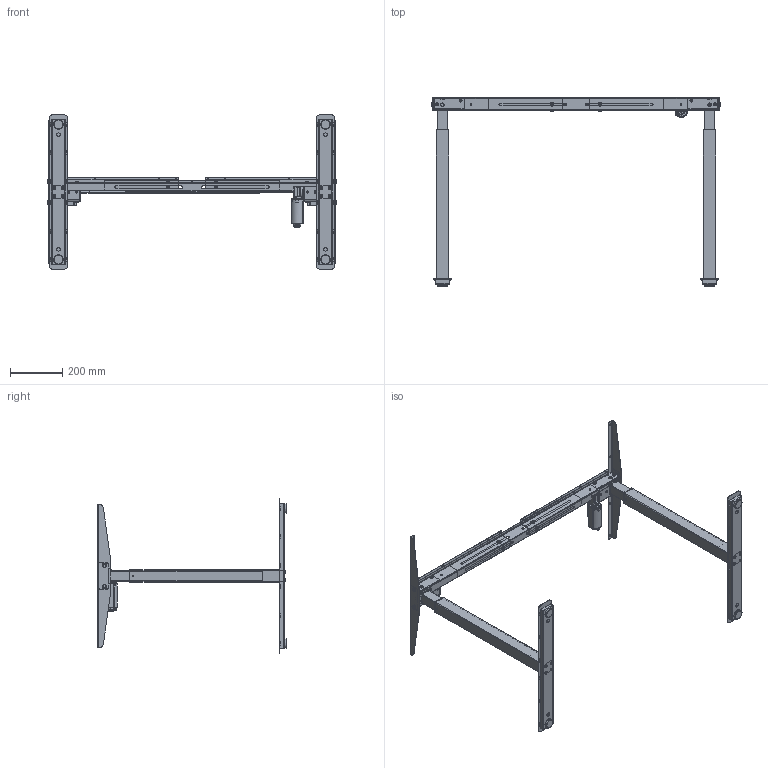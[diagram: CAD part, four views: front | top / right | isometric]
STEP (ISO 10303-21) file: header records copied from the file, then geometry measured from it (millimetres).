
FILE_DESCRIPTION (( 'STEP AP203' ), '1' );
FILE_NAME ('Revolution T-1M, dummy_02_5193xx.STEP', '2023-06-26T09:02:29', ( '' ), ( '' ), 'SwSTEP 2.0', 'SolidWorks 2021', '' );
FILE_SCHEMA (( 'CONFIG_CONTROL_DESIGN' ));
Products named in the file (1): Revolution T-1M, dummy_02_5193xx
Bounding box: 1108.2 x 725.3 x 595 mm (x, y, z)
Surface area: 1314060.6 mm2 (no closed solid volume)
Topology: 0 solids, 569 shells, 1764 faces, 8053 edges, 6690 vertices
Faces by surface type: plane 777, cylinder 511, bspline 188, torus 135, cone 119, sphere 34
Entity records: 93514 total; most frequent: CARTESIAN_POINT 33789, DIRECTION 11533, ORIENTED_EDGE 10074, EDGE_CURVE 8017, VERTEX_POINT 6690, VECTOR 4021, LINE 4021, AXIS2_PLACEMENT_3D 3756
